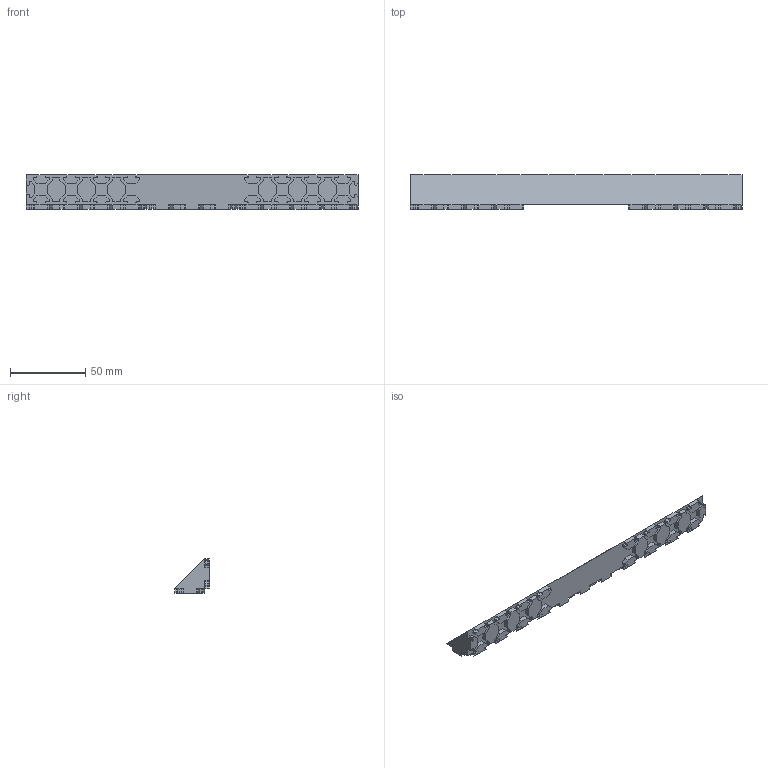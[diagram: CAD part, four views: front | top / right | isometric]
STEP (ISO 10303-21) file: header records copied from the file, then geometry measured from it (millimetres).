
FILE_DESCRIPTION(/* description */ (''),/* implementation_level */ '2;1');
FILE_NAME(/* name */ 'Top Edge - Gapped_v4.step',/* time_stamp */ '2022-05-10T16:52:15+01:00',/* author */ (''),/* organization */ (''),/* preprocessor_version */ 'ST-DEVELOPER v18.1',/* originating_system */ 'Autodesk Translation Framework v10.14.0.1471',/* authorisation */ '');
FILE_SCHEMA (('AUTOMOTIVE_DESIGN { 1 0 10303 214 3 1 1 }'));
Length unit declared in the file: millimetre
Products named in the file (1): Top Edge - Gapped
Bounding box: 220 x 23 x 23 mm (x, y, z)
Volume: 56592.4 mm3; surface area: 21971.7 mm2
Topology: 1 solids, 1 shells, 860 faces, 2464 edges, 1626 vertices
Faces by surface type: plane 676, cylinder 184
Entity records: 27829 total; most frequent: CARTESIAN_POINT 4951, ORIENTED_EDGE 4928, DIRECTION 4554, EDGE_CURVE 2464, LINE 2096, VECTOR 2096, VERTEX_POINT 1626, AXIS2_PLACEMENT_3D 1229
